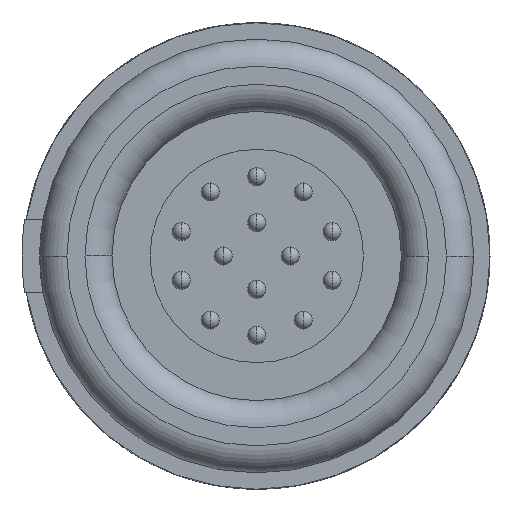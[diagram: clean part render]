
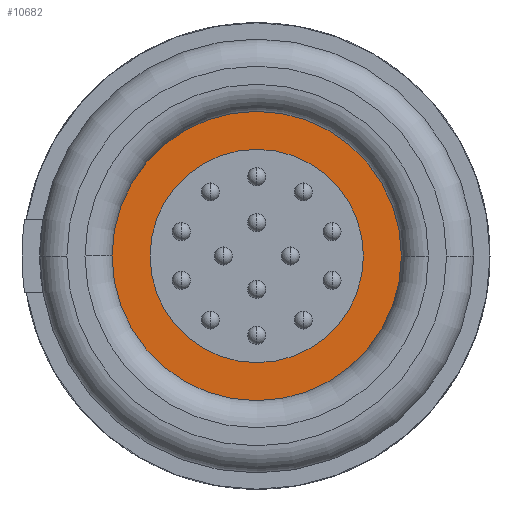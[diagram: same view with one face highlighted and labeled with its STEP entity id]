
A CAD part, left-side view. The second image highlights one B-rep face of the part: STEP entity #10682.
In plain terms, the highlighted planar face has unit normal (-1, 0, 0).
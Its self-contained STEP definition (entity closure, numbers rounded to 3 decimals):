
#1326=CARTESIAN_POINT('',(-9.95,0.,0.));
#1327=DIRECTION('',(-1.,0.,0.));
#1328=DIRECTION('',(0.,1.,0.));
#1329=AXIS2_PLACEMENT_3D('',#1326,#1327,#1328);
#1340=CARTESIAN_POINT('',(-9.95,0.,0.));
#1341=DIRECTION('',(1.,0.,0.));
#1342=DIRECTION('',(0.,1.,0.));
#1343=AXIS2_PLACEMENT_3D('',#1340,#1341,#1342);
#4228=CARTESIAN_POINT('',(-9.95,0.,0.));
#4229=DIRECTION('',(-1.,0.,0.));
#4230=DIRECTION('',(0.,1.,0.));
#4231=AXIS2_PLACEMENT_3D('',#4228,#4229,#4230);
#4233=CARTESIAN_POINT('',(-9.95,0.,0.));
#4234=DIRECTION('',(1.,0.,0.));
#4235=DIRECTION('',(0.,1.,0.));
#4236=AXIS2_PLACEMENT_3D('',#4233,#4234,#4235);
#5551=CARTESIAN_POINT('',(-9.95,4.,0.));
#5552=CARTESIAN_POINT('',(-9.95,-4.,0.));
#5553=VERTEX_POINT('',#5551);
#5554=VERTEX_POINT('',#5552);
#5555=CARTESIAN_POINT('',(-9.95,2.95,0.));
#5556=CARTESIAN_POINT('',(-9.95,-2.95,0.));
#5557=VERTEX_POINT('',#5555);
#5558=VERTEX_POINT('',#5556);
#10667=CARTESIAN_POINT('',(-9.95,0.,0.));
#10668=DIRECTION('',(1.,0.,0.));
#10669=DIRECTION('',(0.,-1.,0.));
#10670=AXIS2_PLACEMENT_3D('',#10667,#10668,#10669);
#10671=PLANE('',#10670);
#10673=ORIENTED_EDGE('',*,*,#10672,.F.);
#10675=ORIENTED_EDGE('',*,*,#10674,.T.);
#10676=EDGE_LOOP('',(#10673,#10675));
#10677=FACE_OUTER_BOUND('',#10676,.F.);
#10678=ORIENTED_EDGE('',*,*,#6621,.F.);
#10679=ORIENTED_EDGE('',*,*,#6593,.T.);
#10680=EDGE_LOOP('',(#10678,#10679));
#10681=FACE_BOUND('',#10680,.F.);
#10682=ADVANCED_FACE('',(#10677,#10681),#10671,.F.);
#1330=CIRCLE('',#1329,2.95);
#1344=CIRCLE('',#1343,2.95);
#4232=CIRCLE('',#4231,4.);
#4237=CIRCLE('',#4236,4.);
#6593=EDGE_CURVE('',#5557,#5558,#1330,.T.);
#6621=EDGE_CURVE('',#5557,#5558,#1344,.T.);
#10672=EDGE_CURVE('',#5553,#5554,#4232,.T.);
#10674=EDGE_CURVE('',#5553,#5554,#4237,.T.);
